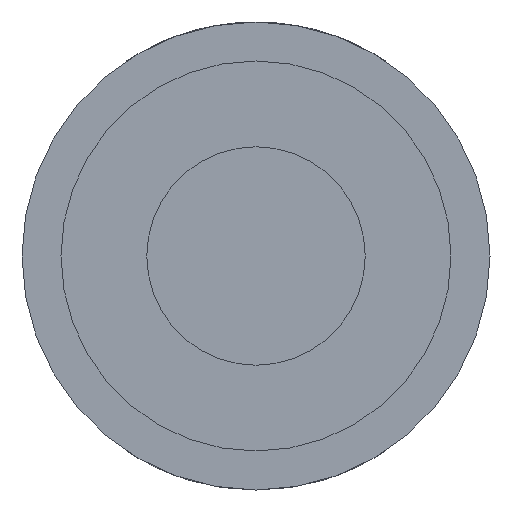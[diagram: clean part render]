
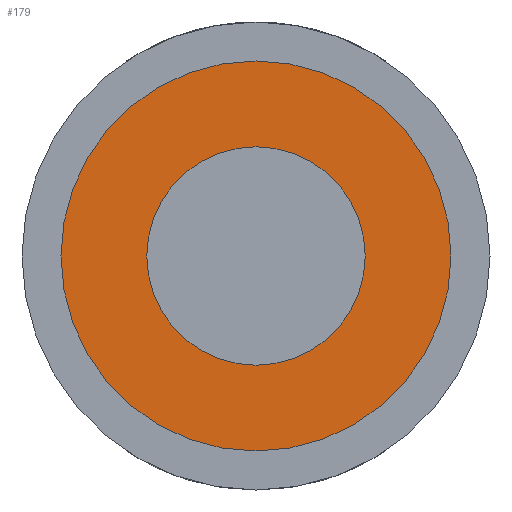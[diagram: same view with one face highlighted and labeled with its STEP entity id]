
A CAD part, front view. The second image highlights one B-rep face of the part: STEP entity #179.
In plain terms, the highlighted planar face has unit normal (0, -1, 0).
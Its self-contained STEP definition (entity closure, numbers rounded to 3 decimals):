
#7 = DIRECTION ( 'NONE',  ( 0., 0., 1. ) ) ;
#29 = CARTESIAN_POINT ( 'NONE',  ( 0., -22.75, -1.4 ) ) ;
#37 = VERTEX_POINT ( 'NONE', #434 ) ;
#42 = EDGE_CURVE ( 'NONE', #37, #37, #303, .T. ) ;
#54 = CARTESIAN_POINT ( 'NONE',  ( 0., -22.75, 0. ) ) ;
#57 = ORIENTED_EDGE ( 'NONE', *, *, #399, .F. ) ;
#62 = AXIS2_PLACEMENT_3D ( 'NONE', #109, #104, #7 ) ;
#74 = FACE_OUTER_BOUND ( 'NONE', #278, .T. ) ;
#81 = CIRCLE ( 'NONE', #421, 1.4 ) ;
#83 = ORIENTED_EDGE ( 'NONE', *, *, #42, .T. ) ;
#104 = DIRECTION ( 'NONE',  ( 0., 1., 0. ) ) ;
#109 = CARTESIAN_POINT ( 'NONE',  ( 0., -22.75, 0. ) ) ;
#153 = AXIS2_PLACEMENT_3D ( 'NONE', #54, #190, #415 ) ;
#179 = ADVANCED_FACE ( 'NONE', ( #307, #74 ), #403, .F. ) ;
#190 = DIRECTION ( 'NONE',  ( 0., -1., 0. ) ) ;
#250 = CARTESIAN_POINT ( 'NONE',  ( 0., -22.75, 0. ) ) ;
#267 = EDGE_LOOP ( 'NONE', ( #57 ) ) ;
#277 = DIRECTION ( 'NONE',  ( 0., 0., -1. ) ) ;
#278 = EDGE_LOOP ( 'NONE', ( #83 ) ) ;
#303 = CIRCLE ( 'NONE', #153, 2.5 ) ;
#307 = FACE_BOUND ( 'NONE', #267, .T. ) ;
#321 = VERTEX_POINT ( 'NONE', #29 ) ;
#379 = DIRECTION ( 'NONE',  ( 0., -1., 0. ) ) ;
#399 = EDGE_CURVE ( 'NONE', #321, #321, #81, .T. ) ;
#403 = PLANE ( 'NONE',  #62 ) ;
#415 = DIRECTION ( 'NONE',  ( 0., 0., -1. ) ) ;
#421 = AXIS2_PLACEMENT_3D ( 'NONE', #250, #379, #277 ) ;
#434 = CARTESIAN_POINT ( 'NONE',  ( 0., -22.75, -2.5 ) ) ;
